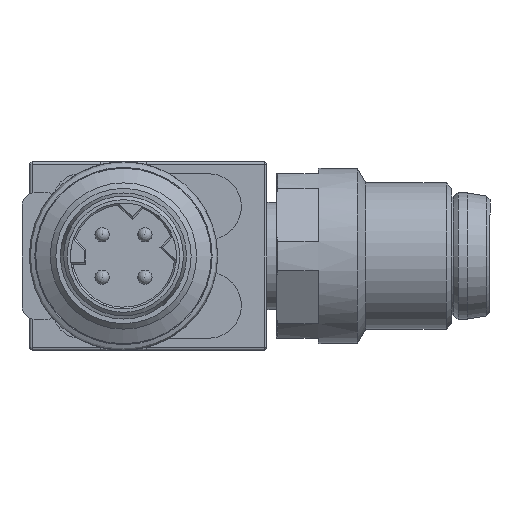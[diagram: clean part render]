
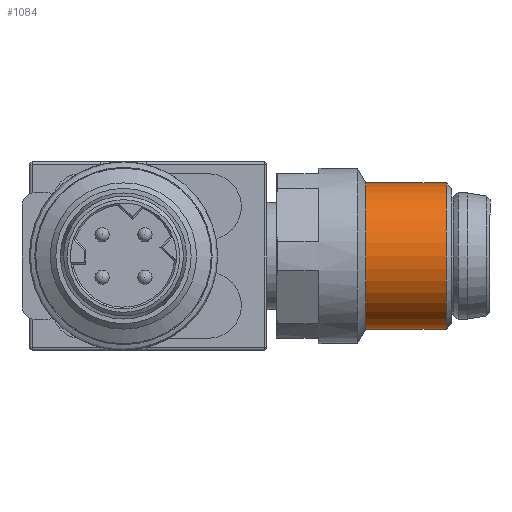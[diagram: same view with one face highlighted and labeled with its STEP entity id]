
A CAD part, left-side view. The second image highlights one B-rep face of the part: STEP entity #1084.
In plain terms, the highlighted cylindrical face has radius 4 mm (diameter 8 mm), a full revolution.
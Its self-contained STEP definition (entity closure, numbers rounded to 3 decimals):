
#1084=ADVANCED_FACE('',(#1507,#1508),#1277,.T.);
#1277=CYLINDRICAL_SURFACE('',#7784,4.);
#1507=FACE_BOUND('',#2001,.T.);
#1508=FACE_BOUND('',#2002,.T.);
#2001=EDGE_LOOP('',(#3823));
#2002=EDGE_LOOP('',(#3824));
#3823=ORIENTED_EDGE('',*,*,#5380,.F.);
#3824=ORIENTED_EDGE('',*,*,#5435,.T.);
#4468=VERTEX_POINT('',#13193);
#4505=VERTEX_POINT('',#13342);
#5380=EDGE_CURVE('',#4468,#4468,#5961,.T.);
#5435=EDGE_CURVE('',#4505,#4505,#5980,.T.);
#5961=CIRCLE('',#7743,4.);
#5980=CIRCLE('',#7783,4.);
#7743=AXIS2_PLACEMENT_3D('',#13192,#9788,#9789);
#7783=AXIS2_PLACEMENT_3D('',#13341,#9892,#9893);
#7784=AXIS2_PLACEMENT_3D('',#13343,#9894,#9895);
#9788=DIRECTION('',(0.,1.,0.));
#9789=DIRECTION('',(0.,0.,-1.));
#9892=DIRECTION('',(0.,1.,0.));
#9893=DIRECTION('',(0.,0.,-1.));
#9894=DIRECTION('',(0.,1.,0.));
#9895=DIRECTION('',(0.,0.,1.));
#13192=CARTESIAN_POINT('',(197.8,36.75,0.));
#13193=CARTESIAN_POINT('',(197.8,36.75,-4.));
#13341=CARTESIAN_POINT('',(197.8,32.35,0.));
#13342=CARTESIAN_POINT('',(197.8,32.35,-4.));
#13343=CARTESIAN_POINT('',(197.8,42.95,0.));
